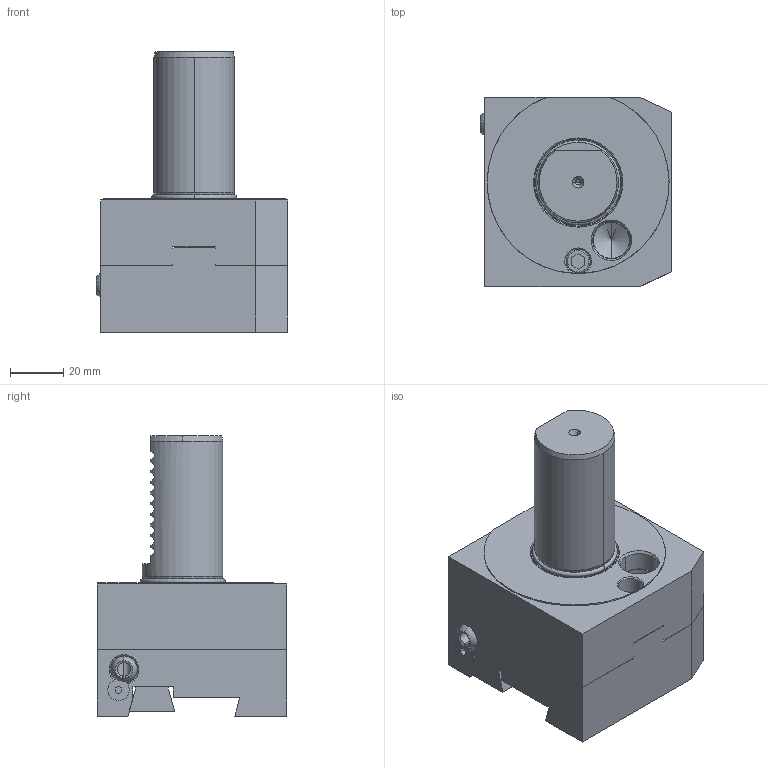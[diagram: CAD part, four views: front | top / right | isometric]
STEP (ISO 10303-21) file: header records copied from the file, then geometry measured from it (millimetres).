
FILE_DESCRIPTION((''),'2;1');
FILE_NAME('309_65_26','2020-11-13T',('101107'),(''),'CREO PARAMETRIC BY PTC INC, 2016260','CREO PARAMETRIC BY PTC INC, 2016260','');
FILE_SCHEMA(('CONFIG_CONTROL_DESIGN'));
Length unit declared in the file: millimetre
Products named in the file (1): 309_65_26
Bounding box: 71.6 x 71 x 105.01 mm (x, y, z)
Volume: 256455.6 mm3; surface area: 54879.2 mm2
Topology: 1 solids, 8 shells, 476 faces, 1158 edges, 710 vertices
Faces by surface type: plane 174, cone 161, cylinder 123, torus 11, sphere 6, bspline 1
Entity records: 14498 total; most frequent: CARTESIAN_POINT 3354, DIRECTION 2358, ORIENTED_EDGE 2268, EDGE_CURVE 1134, AXIS2_PLACEMENT_3D 910, VERTEX_POINT 710, EDGE_LOOP 540, VECTOR 538
